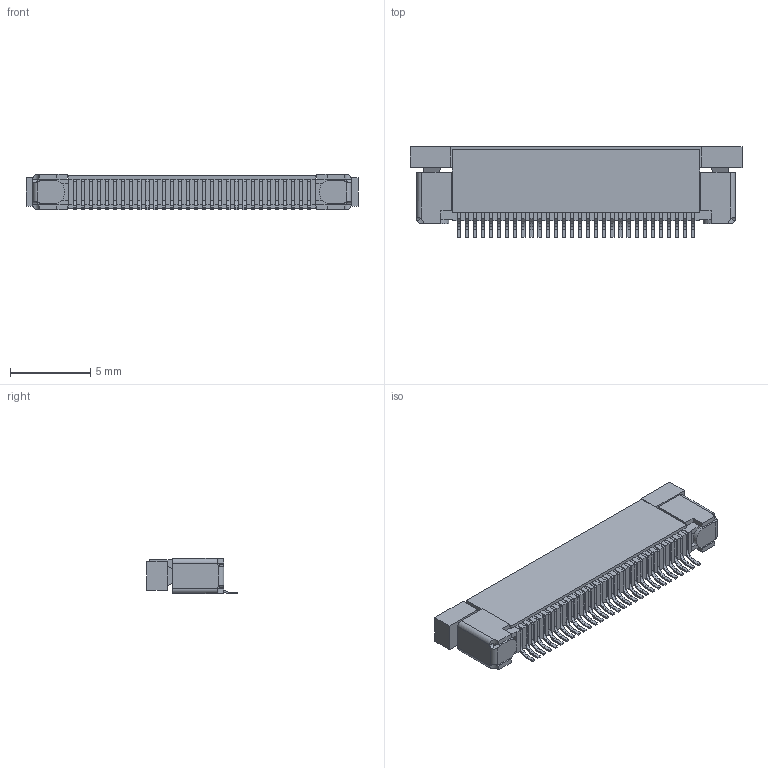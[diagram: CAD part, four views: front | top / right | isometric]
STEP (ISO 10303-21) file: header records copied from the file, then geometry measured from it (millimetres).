
FILE_DESCRIPTION(('FreeCAD Model'),'2;1');
FILE_NAME('CONN_OLED_128x64.step', '2018-07-31T14:50:28',('kicad StepUp'),('ksu MCAD'), 'Open CASCADE STEP processor 7.3','FreeCAD','Unknown');
FILE_SCHEMA(('AUTOMOTIVE_DESIGN { 1 0 10303 214 1 1 1 1 }'));
Length unit declared in the file: millimetre
Products named in the file (1): CONN_OLED_128x64
Bounding box: 20.65 x 5.65 x 2.2 mm (x, y, z)
Volume: 137.9 mm3; surface area: 571.8 mm2
Topology: 1 solids, 31 shells, 1342 faces, 3666 edges, 2376 vertices
Faces by surface type: plane 1196, cylinder 146
Entity records: 51528 total; most frequent: CARTESIAN_POINT 7919, ORIENTED_EDGE 7332, DIRECTION 6740, EDGE_CURVE 3666, LINE 3230, VECTOR 3230, VERTEX_POINT 2376, AXIS2_PLACEMENT_3D 1755
